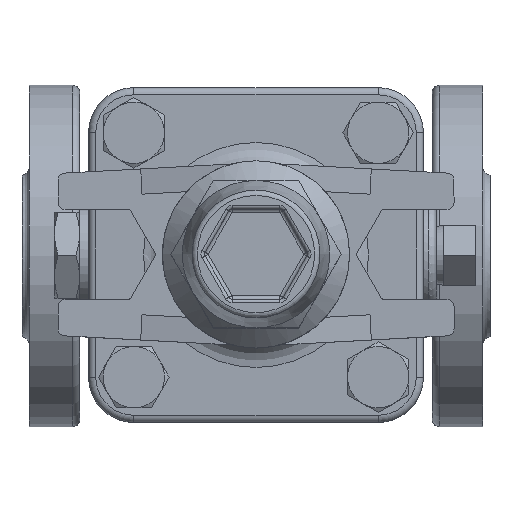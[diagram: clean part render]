
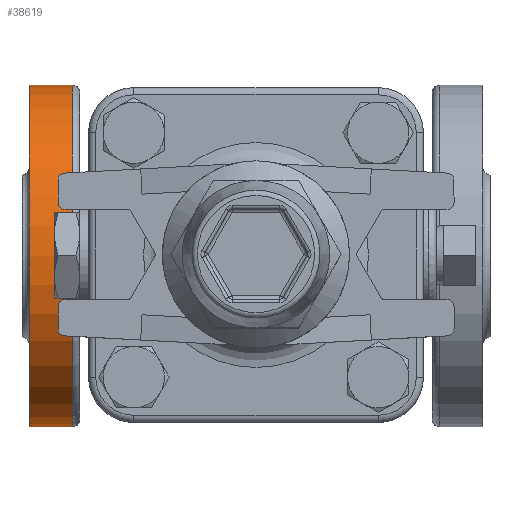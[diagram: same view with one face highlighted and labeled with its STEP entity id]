
A CAD part, top view. The second image highlights one B-rep face of the part: STEP entity #38619.
In plain terms, the highlighted cylindrical face has radius 47.5 mm (diameter 95 mm), a full revolution.
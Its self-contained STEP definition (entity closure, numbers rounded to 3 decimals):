
#38588=CARTESIAN_POINT('',(-51.,0.,94.));
#38589=VERTEX_POINT('',#38588);
#38590=CARTESIAN_POINT('',(-51.,0.0,46.5));
#38591=DIRECTION('',(1.0,0.0,0.0));
#38592=DIRECTION('',(0.0,0.0,-1.0));
#38593=AXIS2_PLACEMENT_3D('',#38590,#38591,#38592);
#38594=CIRCLE('',#38593,47.5);
#38595=EDGE_CURVE('',#38589,#38589,#38594,.T.);
#38600=CARTESIAN_POINT('',(-65.0,0.0,46.5));
#38601=DIRECTION('',(1.0,0.0,0.0));
#38602=DIRECTION('',(0.0,0.0,-1.0));
#38603=AXIS2_PLACEMENT_3D('',#38600,#38601,#38602);
#38604=CYLINDRICAL_SURFACE('',#38603,47.5);
#38605=CARTESIAN_POINT('',(-63.0,0.,94.));
#38606=VERTEX_POINT('',#38605);
#38607=CARTESIAN_POINT('',(-63.0,0.0,46.5));
#38608=DIRECTION('',(1.0,0.0,0.0));
#38609=DIRECTION('',(0.0,0.0,-1.0));
#38610=AXIS2_PLACEMENT_3D('',#38607,#38608,#38609);
#38611=CIRCLE('',#38610,47.5);
#38612=EDGE_CURVE('',#38606,#38606,#38611,.T.);
#38613=ORIENTED_EDGE('',*,*,#38612,.T.);
#38614=EDGE_LOOP('',(#38613));
#38615=FACE_OUTER_BOUND('',#38614,.T.);
#38616=ORIENTED_EDGE('',*,*,#38595,.F.);
#38617=EDGE_LOOP('',(#38616));
#38618=FACE_BOUND('',#38617,.T.);
#38619=ADVANCED_FACE('',(#38615,#38618),#38604,.T.);
